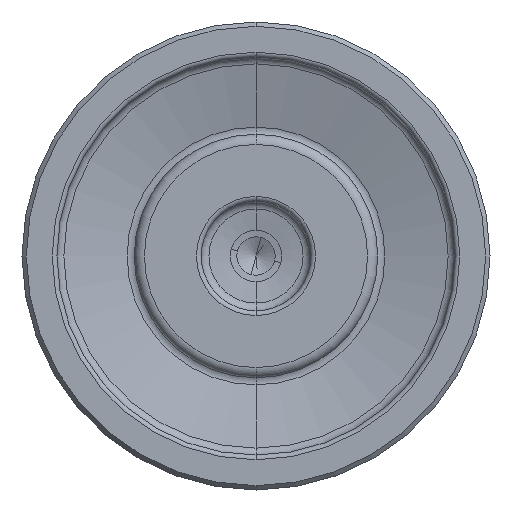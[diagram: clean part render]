
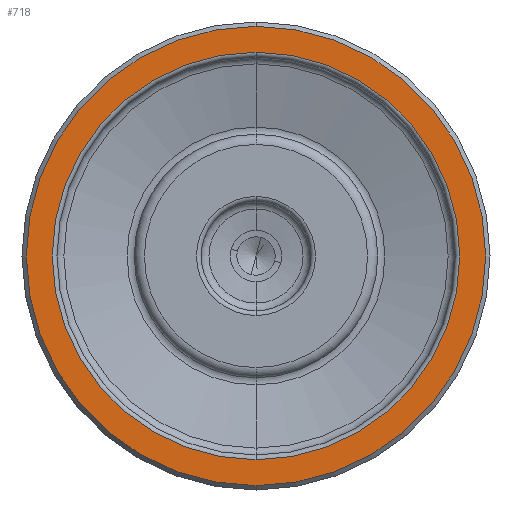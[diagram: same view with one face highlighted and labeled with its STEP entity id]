
A CAD part, front view. The second image highlights one B-rep face of the part: STEP entity #718.
In plain terms, the highlighted planar face has unit normal (0, -1, 0).
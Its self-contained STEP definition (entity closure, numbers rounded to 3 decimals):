
#20 = DIRECTION ( 'NONE',  ( 0., 1., 0. ) ) ;
#70 = FACE_OUTER_BOUND ( 'NONE', #2085, .T. ) ;
#121 = CARTESIAN_POINT ( 'NONE',  ( 0., 0.706, 0. ) ) ;
#303 = DIRECTION ( 'NONE',  ( 0., 0., -1. ) ) ;
#316 = CIRCLE ( 'NONE', #672, 21.75 ) ;
#356 = VERTEX_POINT ( 'NONE', #2023 ) ;
#420 = EDGE_CURVE ( 'NONE', #2302, #1999, #1974, .T. ) ;
#426 = AXIS2_PLACEMENT_3D ( 'NONE', #473, #670, #1975 ) ;
#449 = ORIENTED_EDGE ( 'NONE', *, *, #784, .T. ) ;
#473 = CARTESIAN_POINT ( 'NONE',  ( 21.25, 0.706, 0. ) ) ;
#576 = DIRECTION ( 'NONE',  ( 0., 1., 0. ) ) ;
#592 = CARTESIAN_POINT ( 'NONE',  ( 0., 0.706, 21.75 ) ) ;
#670 = DIRECTION ( 'NONE',  ( 0., -1., 0. ) ) ;
#672 = AXIS2_PLACEMENT_3D ( 'NONE', #1711, #576, #1889 ) ;
#718 = ADVANCED_FACE ( 'NONE', ( #70, #2064 ), #1226, .T. ) ;
#740 = DIRECTION ( 'NONE',  ( 0., -1., 0. ) ) ;
#776 = AXIS2_PLACEMENT_3D ( 'NONE', #1857, #740, #2056 ) ;
#784 = EDGE_CURVE ( 'NONE', #2017, #356, #316, .T. ) ;
#967 = EDGE_LOOP ( 'NONE', ( #2231, #449 ) ) ;
#1146 = CARTESIAN_POINT ( 'NONE',  ( 0., 0.706, 0. ) ) ;
#1226 = PLANE ( 'NONE',  #426 ) ;
#1332 = DIRECTION ( 'NONE',  ( 0., 0., -1. ) ) ;
#1340 = CARTESIAN_POINT ( 'NONE',  ( 0., 0.706, 24.517 ) ) ;
#1352 = EDGE_CURVE ( 'NONE', #1999, #2302, #2326, .T. ) ;
#1425 = DIRECTION ( 'NONE',  ( 0., -1., 0. ) ) ;
#1589 = ORIENTED_EDGE ( 'NONE', *, *, #420, .T. ) ;
#1606 = CIRCLE ( 'NONE', #2415, 21.75 ) ;
#1711 = CARTESIAN_POINT ( 'NONE',  ( 0., 0.706, 0. ) ) ;
#1728 = AXIS2_PLACEMENT_3D ( 'NONE', #121, #1425, #303 ) ;
#1857 = CARTESIAN_POINT ( 'NONE',  ( 0., 0.706, 0. ) ) ;
#1860 = CARTESIAN_POINT ( 'NONE',  ( 0., 0.706, -24.517 ) ) ;
#1889 = DIRECTION ( 'NONE',  ( 0., 0., -1. ) ) ;
#1923 = ORIENTED_EDGE ( 'NONE', *, *, #1352, .T. ) ;
#1974 = CIRCLE ( 'NONE', #776, 24.517 ) ;
#1975 = DIRECTION ( 'NONE',  ( 0., 0., -1. ) ) ;
#1999 = VERTEX_POINT ( 'NONE', #1340 ) ;
#2017 = VERTEX_POINT ( 'NONE', #592 ) ;
#2023 = CARTESIAN_POINT ( 'NONE',  ( 0., 0.706, -21.75 ) ) ;
#2056 = DIRECTION ( 'NONE',  ( 0., 0., -1. ) ) ;
#2064 = FACE_BOUND ( 'NONE', #967, .T. ) ;
#2085 = EDGE_LOOP ( 'NONE', ( #1923, #1589 ) ) ;
#2231 = ORIENTED_EDGE ( 'NONE', *, *, #2348, .T. ) ;
#2302 = VERTEX_POINT ( 'NONE', #1860 ) ;
#2326 = CIRCLE ( 'NONE', #1728, 24.517 ) ;
#2348 = EDGE_CURVE ( 'NONE', #356, #2017, #1606, .T. ) ;
#2415 = AXIS2_PLACEMENT_3D ( 'NONE', #1146, #20, #1332 ) ;
